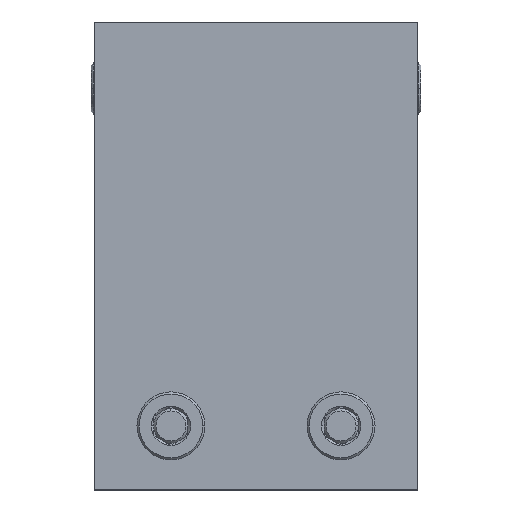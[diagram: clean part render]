
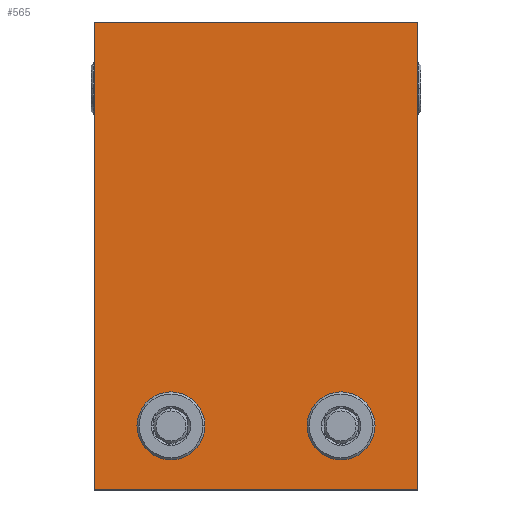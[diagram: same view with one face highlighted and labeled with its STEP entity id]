
A CAD part, top view. The second image highlights one B-rep face of the part: STEP entity #565.
In plain terms, the highlighted planar face has unit normal (0, 0, 1).
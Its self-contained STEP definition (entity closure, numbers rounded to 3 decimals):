
#51 = CARTESIAN_POINT ( 'NONE',  ( -19., 55., 11. ) ) ;
#88 = EDGE_CURVE ( 'NONE', #1698, #1562, #1331, .T. ) ;
#162 = VECTOR ( 'NONE', #1624, 1000. ) ;
#246 = CIRCLE ( 'NONE', #665, 3.4 ) ;
#276 = EDGE_CURVE ( 'NONE', #536, #2936, #2832, .T. ) ;
#316 = CARTESIAN_POINT ( 'NONE',  ( 10., 7.5, 11. ) ) ;
#318 = ORIENTED_EDGE ( 'NONE', *, *, #527, .F. ) ;
#380 = VERTEX_POINT ( 'NONE', #534 ) ;
#395 = FACE_BOUND ( 'NONE', #2738, .T. ) ;
#489 = EDGE_CURVE ( 'NONE', #1562, #1698, #1412, .T. ) ;
#509 = ORIENTED_EDGE ( 'NONE', *, *, #489, .F. ) ;
#527 = EDGE_CURVE ( 'NONE', #2936, #869, #3024, .T. ) ;
#534 = CARTESIAN_POINT ( 'NONE',  ( -19., 0., 11. ) ) ;
#536 = VERTEX_POINT ( 'NONE', #3053 ) ;
#549 = EDGE_CURVE ( 'NONE', #1046, #692, #246, .T. ) ;
#561 = VECTOR ( 'NONE', #2782, 1000. ) ;
#565 = ADVANCED_FACE ( 'NONE', ( #395, #1849, #1094 ), #852, .T. ) ;
#622 = DIRECTION ( 'NONE',  ( 1., 0., 0. ) ) ;
#628 = EDGE_LOOP ( 'NONE', ( #1141, #509 ) ) ;
#640 = CARTESIAN_POINT ( 'NONE',  ( -19., 0., 11. ) ) ;
#665 = AXIS2_PLACEMENT_3D ( 'NONE', #1143, #1833, #1112 ) ;
#692 = VERTEX_POINT ( 'NONE', #2377 ) ;
#852 = PLANE ( 'NONE',  #2458 ) ;
#869 = VERTEX_POINT ( 'NONE', #3169 ) ;
#966 = ORIENTED_EDGE ( 'NONE', *, *, #2431, .F. ) ;
#968 = CARTESIAN_POINT ( 'NONE',  ( -6.6, 7.5, 11. ) ) ;
#1030 = AXIS2_PLACEMENT_3D ( 'NONE', #1352, #2328, #3119 ) ;
#1046 = VERTEX_POINT ( 'NONE', #968 ) ;
#1094 = FACE_OUTER_BOUND ( 'NONE', #1428, .T. ) ;
#1112 = DIRECTION ( 'NONE',  ( 1., 0., 0. ) ) ;
#1127 = DIRECTION ( 'NONE',  ( 0., -1., 0. ) ) ;
#1130 = AXIS2_PLACEMENT_3D ( 'NONE', #2109, #1828, #622 ) ;
#1141 = ORIENTED_EDGE ( 'NONE', *, *, #88, .F. ) ;
#1143 = CARTESIAN_POINT ( 'NONE',  ( -10., 7.5, 11. ) ) ;
#1256 = DIRECTION ( 'NONE',  ( 1., 0., 0. ) ) ;
#1331 = CIRCLE ( 'NONE', #1030, 3.4 ) ;
#1352 = CARTESIAN_POINT ( 'NONE',  ( 10., 7.5, 11. ) ) ;
#1412 = CIRCLE ( 'NONE', #2350, 3.4 ) ;
#1425 = CARTESIAN_POINT ( 'NONE',  ( 6.6, 7.5, 11. ) ) ;
#1428 = EDGE_LOOP ( 'NONE', ( #1548, #318, #2323, #2510 ) ) ;
#1547 = DIRECTION ( 'NONE',  ( 0., 0., 1. ) ) ;
#1548 = ORIENTED_EDGE ( 'NONE', *, *, #1894, .T. ) ;
#1562 = VERTEX_POINT ( 'NONE', #1425 ) ;
#1581 = LINE ( 'NONE', #2763, #1697 ) ;
#1624 = DIRECTION ( 'NONE',  ( 0., -1., 0. ) ) ;
#1697 = VECTOR ( 'NONE', #2278, 1000. ) ;
#1698 = VERTEX_POINT ( 'NONE', #2900 ) ;
#1747 = VECTOR ( 'NONE', #1256, 1000. ) ;
#1807 = CARTESIAN_POINT ( 'NONE',  ( 19., 0., 11. ) ) ;
#1828 = DIRECTION ( 'NONE',  ( 0., 0., 1. ) ) ;
#1833 = DIRECTION ( 'NONE',  ( 0., 0., 1. ) ) ;
#1849 = FACE_BOUND ( 'NONE', #628, .T. ) ;
#1894 = EDGE_CURVE ( 'NONE', #380, #869, #1581, .T. ) ;
#2109 = CARTESIAN_POINT ( 'NONE',  ( -10., 7.5, 11. ) ) ;
#2278 = DIRECTION ( 'NONE',  ( 1., 0., 0. ) ) ;
#2323 = ORIENTED_EDGE ( 'NONE', *, *, #276, .F. ) ;
#2328 = DIRECTION ( 'NONE',  ( 0., 0., 1. ) ) ;
#2332 = CARTESIAN_POINT ( 'NONE',  ( 19., 55., 11. ) ) ;
#2350 = AXIS2_PLACEMENT_3D ( 'NONE', #316, #1547, #2992 ) ;
#2377 = CARTESIAN_POINT ( 'NONE',  ( -13.4, 7.5, 11. ) ) ;
#2431 = EDGE_CURVE ( 'NONE', #692, #1046, #3031, .T. ) ;
#2458 = AXIS2_PLACEMENT_3D ( 'NONE', #2861, #2575, #1127 ) ;
#2510 = ORIENTED_EDGE ( 'NONE', *, *, #3060, .T. ) ;
#2575 = DIRECTION ( 'NONE',  ( 0., 0., 1. ) ) ;
#2738 = EDGE_LOOP ( 'NONE', ( #2926, #966 ) ) ;
#2763 = CARTESIAN_POINT ( 'NONE',  ( -19., 0., 11. ) ) ;
#2782 = DIRECTION ( 'NONE',  ( 0., -1., 0. ) ) ;
#2832 = LINE ( 'NONE', #51, #1747 ) ;
#2857 = LINE ( 'NONE', #640, #162 ) ;
#2861 = CARTESIAN_POINT ( 'NONE',  ( -19., 0., 11. ) ) ;
#2900 = CARTESIAN_POINT ( 'NONE',  ( 13.4, 7.5, 11. ) ) ;
#2926 = ORIENTED_EDGE ( 'NONE', *, *, #549, .F. ) ;
#2936 = VERTEX_POINT ( 'NONE', #2332 ) ;
#2992 = DIRECTION ( 'NONE',  ( 1., 0., 0. ) ) ;
#3024 = LINE ( 'NONE', #1807, #561 ) ;
#3031 = CIRCLE ( 'NONE', #1130, 3.4 ) ;
#3053 = CARTESIAN_POINT ( 'NONE',  ( -19., 55., 11. ) ) ;
#3060 = EDGE_CURVE ( 'NONE', #536, #380, #2857, .T. ) ;
#3119 = DIRECTION ( 'NONE',  ( 1., 0., 0. ) ) ;
#3169 = CARTESIAN_POINT ( 'NONE',  ( 19., 0., 11. ) ) ;
